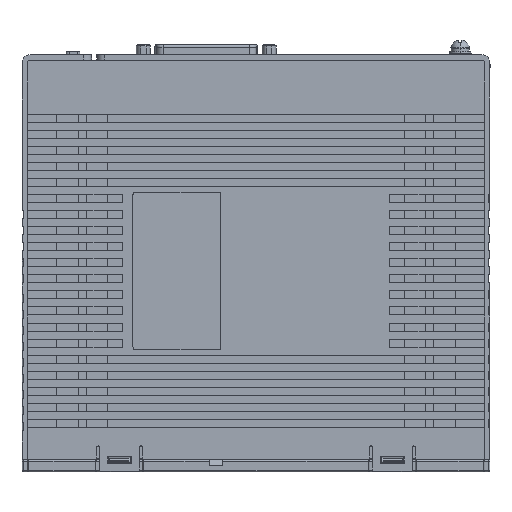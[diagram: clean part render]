
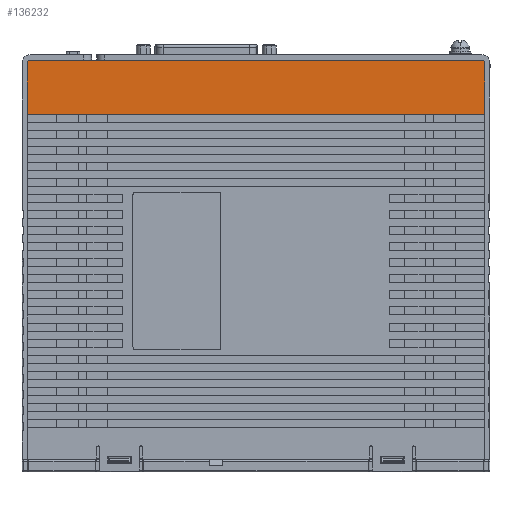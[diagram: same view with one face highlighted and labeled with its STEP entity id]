
A CAD part, left-side view. The second image highlights one B-rep face of the part: STEP entity #136232.
In plain terms, the highlighted planar face has unit normal (-1, 0, 0).
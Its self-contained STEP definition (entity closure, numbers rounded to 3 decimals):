
#20381=DIRECTION('',(0.,0.,-1.));
#20382=VECTOR('',#20381,19.316);
#20383=CARTESIAN_POINT('',(0.,173.,-3.));
#20384=LINE('',#20383,#20382);
#23109=DIRECTION('',(0.,1.,0.));
#23110=VECTOR('',#23109,171.);
#23111=CARTESIAN_POINT('',(0.,2.,-22.316));
#23112=LINE('',#23111,#23110);
#23113=CARTESIAN_POINT('',(0.,172.,-3.));
#23114=DIRECTION('',(1.,0.,0.));
#23115=DIRECTION('',(0.,1.,0.));
#23116=AXIS2_PLACEMENT_3D('',#23113,#23114,#23115);
#23118=DIRECTION('',(0.,-1.,0.));
#23119=VECTOR('',#23118,169.);
#23120=CARTESIAN_POINT('',(0.,172.,-2.));
#23121=LINE('',#23120,#23119);
#23122=CARTESIAN_POINT('',(0.,3.,-3.));
#23123=DIRECTION('',(1.,0.,0.));
#23124=DIRECTION('',(0.,0.,1.));
#23125=AXIS2_PLACEMENT_3D('',#23122,#23123,#23124);
#23455=DIRECTION('',(0.,0.,1.));
#23456=VECTOR('',#23455,19.316);
#23457=CARTESIAN_POINT('',(0.,2.,-22.316));
#23458=LINE('',#23457,#23456);
#94070=CARTESIAN_POINT('',(0.,3.,-2.));
#94071=VERTEX_POINT('',#94070);
#94072=CARTESIAN_POINT('',(0.,172.,-2.));
#94073=VERTEX_POINT('',#94072);
#96263=CARTESIAN_POINT('',(0.,173.,-3.));
#96264=VERTEX_POINT('',#96263);
#96265=CARTESIAN_POINT('',(0.,173.,-22.316));
#96266=VERTEX_POINT('',#96265);
#97143=CARTESIAN_POINT('',(0.,2.,-22.316));
#97144=VERTEX_POINT('',#97143);
#97153=CARTESIAN_POINT('',(0.,2.,-3.));
#97154=VERTEX_POINT('',#97153);
#136216=CARTESIAN_POINT('',(0.,87.5,-12.158));
#136217=DIRECTION('',(1.,0.,0.));
#136218=DIRECTION('',(0.,-1.,0.));
#136219=AXIS2_PLACEMENT_3D('',#136216,#136217,#136218);
#136220=PLANE('',#136219);
#136221=ORIENTED_EDGE('',*,*,#136120,.T.);
#136222=ORIENTED_EDGE('',*,*,#132333,.F.);
#136224=ORIENTED_EDGE('',*,*,#136223,.T.);
#136225=ORIENTED_EDGE('',*,*,#126187,.T.);
#136227=ORIENTED_EDGE('',*,*,#136226,.T.);
#136229=ORIENTED_EDGE('',*,*,#136228,.F.);
#136230=EDGE_LOOP('',(#136221,#136222,#136224,#136225,#136227,#136229));
#136231=FACE_OUTER_BOUND('',#136230,.F.);
#136232=ADVANCED_FACE('',(#136231),#136220,.F.);
#23117=CIRCLE('',#23116,1.);
#23126=CIRCLE('',#23125,1.);
#126187=EDGE_CURVE('',#94073,#94071,#23121,.T.);
#132333=EDGE_CURVE('',#96264,#96266,#20384,.T.);
#136120=EDGE_CURVE('',#97144,#96266,#23112,.T.);
#136223=EDGE_CURVE('',#96264,#94073,#23117,.T.);
#136226=EDGE_CURVE('',#94071,#97154,#23126,.T.);
#136228=EDGE_CURVE('',#97144,#97154,#23458,.T.);
